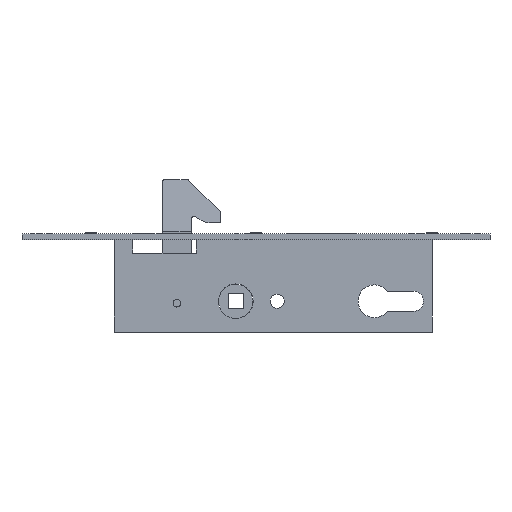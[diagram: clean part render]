
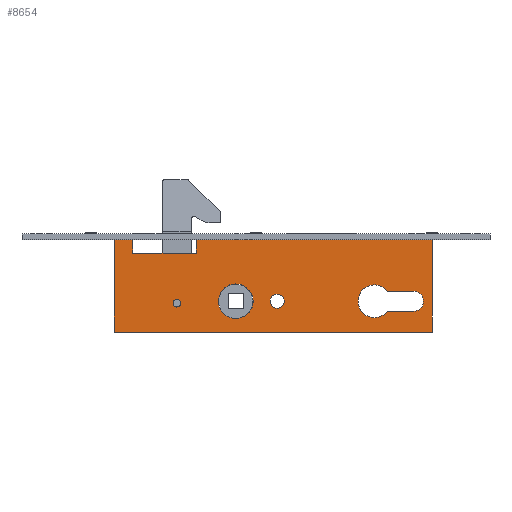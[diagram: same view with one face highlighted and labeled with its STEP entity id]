
A CAD part, left-side view. The second image highlights one B-rep face of the part: STEP entity #8654.
In plain terms, the highlighted planar face has unit normal (-1, 0, 0).
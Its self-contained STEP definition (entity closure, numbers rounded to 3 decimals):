
#56 = VERTEX_POINT ( 'NONE', #12435 ) ;
#166 = DIRECTION ( 'NONE',  ( 0., 1., 0. ) ) ;
#524 = LINE ( 'NONE', #12092, #5215 ) ;
#708 = LINE ( 'NONE', #13133, #8660 ) ;
#799 = ORIENTED_EDGE ( 'NONE', *, *, #9407, .T. ) ;
#879 = EDGE_CURVE ( 'NONE', #10237, #6625, #1579, .T. ) ;
#907 = AXIS2_PLACEMENT_3D ( 'NONE', #9581, #8494, #3382 ) ;
#919 = VERTEX_POINT ( 'NONE', #8306 ) ;
#1034 = CIRCLE ( 'NONE', #12325, 3.7 ) ;
#1116 = CARTESIAN_POINT ( 'NONE',  ( -7.25, 141., -32. ) ) ;
#1309 = FACE_BOUND ( 'NONE', #10187, .T. ) ;
#1523 = CARTESIAN_POINT ( 'NONE',  ( -7.25, 152.5, 0. ) ) ;
#1545 = LINE ( 'NONE', #3179, #7388 ) ;
#1565 = VECTOR ( 'NONE', #4125, 1000. ) ;
#1579 = LINE ( 'NONE', #11320, #12279 ) ;
#1621 = EDGE_CURVE ( 'NONE', #5909, #5686, #3220, .T. ) ;
#1760 = DIRECTION ( 'NONE',  ( 1., 0., 0. ) ) ;
#1768 = LINE ( 'NONE', #5326, #9704 ) ;
#1793 = CARTESIAN_POINT ( 'NONE',  ( -7.25, 53.315, -37.25 ) ) ;
#2223 = AXIS2_PLACEMENT_3D ( 'NONE', #2378, #11699, #166 ) ;
#2241 = DIRECTION ( 'NONE',  ( 0., 1., 0. ) ) ;
#2326 = VECTOR ( 'NONE', #10300, 1000. ) ;
#2378 = CARTESIAN_POINT ( 'NONE',  ( -7.25, 39.75, -32. ) ) ;
#2390 = ORIENTED_EDGE ( 'NONE', *, *, #5378, .T. ) ;
#2479 = ORIENTED_EDGE ( 'NONE', *, *, #10156, .T. ) ;
#2495 = DIRECTION ( 'NONE',  ( 0., 1., 0. ) ) ;
#2591 = ORIENTED_EDGE ( 'NONE', *, *, #6129, .T. ) ;
#2637 = FACE_BOUND ( 'NONE', #7091, .T. ) ;
#2699 = DIRECTION ( 'NONE',  ( 1., 0., 0. ) ) ;
#2923 = CARTESIAN_POINT ( 'NONE',  ( -7.25, 195., 0. ) ) ;
#2929 = VERTEX_POINT ( 'NONE', #1793 ) ;
#2970 = LINE ( 'NONE', #10942, #3144 ) ;
#2996 = CIRCLE ( 'NONE', #3693, 9. ) ;
#3033 = ORIENTED_EDGE ( 'NONE', *, *, #6689, .T. ) ;
#3144 = VECTOR ( 'NONE', #2495, 1000. ) ;
#3161 = CARTESIAN_POINT ( 'NONE',  ( -7.25, 152.5, -7. ) ) ;
#3179 = CARTESIAN_POINT ( 'NONE',  ( -7.25, 195., -48. ) ) ;
#3220 = LINE ( 'NONE', #8391, #1565 ) ;
#3228 = CARTESIAN_POINT ( 'NONE',  ( -7.25, 164.55, -33. ) ) ;
#3236 = VERTEX_POINT ( 'NONE', #1523 ) ;
#3242 = DIRECTION ( 'NONE',  ( 0., 0., 1. ) ) ;
#3382 = DIRECTION ( 'NONE',  ( 0., 1., 0. ) ) ;
#3417 = EDGE_CURVE ( 'NONE', #10237, #12562, #1545, .T. ) ;
#3652 = ORIENTED_EDGE ( 'NONE', *, *, #4379, .F. ) ;
#3693 = AXIS2_PLACEMENT_3D ( 'NONE', #4076, #11453, #9374 ) ;
#3909 = LINE ( 'NONE', #4985, #8779 ) ;
#4076 = CARTESIAN_POINT ( 'NONE',  ( -7.25, 132., -32. ) ) ;
#4082 = FACE_BOUND ( 'NONE', #8561, .T. ) ;
#4097 = VERTEX_POINT ( 'NONE', #1116 ) ;
#4125 = DIRECTION ( 'NONE',  ( 0., 0., 1. ) ) ;
#4186 = ORIENTED_EDGE ( 'NONE', *, *, #7108, .T. ) ;
#4379 = EDGE_CURVE ( 'NONE', #12562, #5658, #10284, .T. ) ;
#4403 = FACE_OUTER_BOUND ( 'NONE', #9986, .T. ) ;
#4532 = DIRECTION ( 'NONE',  ( 0., 0., 1. ) ) ;
#4782 = VERTEX_POINT ( 'NONE', #8839 ) ;
#4922 = AXIS2_PLACEMENT_3D ( 'NONE', #11636, #6378, #5440 ) ;
#4985 = CARTESIAN_POINT ( 'NONE',  ( -7.25, 185.5, -7. ) ) ;
#5215 = VECTOR ( 'NONE', #6886, 1000. ) ;
#5326 = CARTESIAN_POINT ( 'NONE',  ( -7.25, 195., 0. ) ) ;
#5378 = EDGE_CURVE ( 'NONE', #2929, #4782, #5432, .T. ) ;
#5432 = CIRCLE ( 'NONE', #907, 8.5 ) ;
#5439 = CARTESIAN_POINT ( 'NONE',  ( -7.25, 39.75, -26.75 ) ) ;
#5440 = DIRECTION ( 'NONE',  ( 0., 1., 0. ) ) ;
#5551 = CIRCLE ( 'NONE', #13237, 2. ) ;
#5658 = VERTEX_POINT ( 'NONE', #2923 ) ;
#5686 = VERTEX_POINT ( 'NONE', #6215 ) ;
#5849 = CARTESIAN_POINT ( 'NONE',  ( -7.25, 30., -48. ) ) ;
#5899 = DIRECTION ( 'NONE',  ( 0., 1., 0. ) ) ;
#5909 = VERTEX_POINT ( 'NONE', #5924 ) ;
#5924 = CARTESIAN_POINT ( 'NONE',  ( -7.25, 185.5, -7. ) ) ;
#6129 = EDGE_CURVE ( 'NONE', #4097, #4097, #2996, .T. ) ;
#6215 = CARTESIAN_POINT ( 'NONE',  ( -7.25, 185.5, 0. ) ) ;
#6275 = CARTESIAN_POINT ( 'NONE',  ( -7.25, 30., 0. ) ) ;
#6378 = DIRECTION ( 'NONE',  ( 1., 0., 0. ) ) ;
#6571 = ORIENTED_EDGE ( 'NONE', *, *, #9110, .T. ) ;
#6625 = VERTEX_POINT ( 'NONE', #6275 ) ;
#6689 = EDGE_CURVE ( 'NONE', #5686, #5658, #708, .T. ) ;
#6722 = CARTESIAN_POINT ( 'NONE',  ( -7.25, 152.5, -7. ) ) ;
#6781 = EDGE_LOOP ( 'NONE', ( #6571, #4186, #11911, #2390 ) ) ;
#6796 = DIRECTION ( 'NONE',  ( 0., 1., 0. ) ) ;
#6886 = DIRECTION ( 'NONE',  ( 0., -1., 0. ) ) ;
#6944 = EDGE_CURVE ( 'NONE', #3236, #9871, #9140, .T. ) ;
#7091 = EDGE_LOOP ( 'NONE', ( #2479 ) ) ;
#7108 = EDGE_CURVE ( 'NONE', #7529, #919, #12677, .T. ) ;
#7273 = ORIENTED_EDGE ( 'NONE', *, *, #8401, .T. ) ;
#7388 = VECTOR ( 'NONE', #11294, 1000. ) ;
#7513 = CARTESIAN_POINT ( 'NONE',  ( -7.25, 195., -48. ) ) ;
#7529 = VERTEX_POINT ( 'NONE', #5439 ) ;
#7568 = PLANE ( 'NONE',  #4922 ) ;
#7693 = VECTOR ( 'NONE', #4532, 1000. ) ;
#7709 = EDGE_CURVE ( 'NONE', #919, #2929, #2970, .T. ) ;
#8108 = DIRECTION ( 'NONE',  ( 0., 1., 0. ) ) ;
#8306 = CARTESIAN_POINT ( 'NONE',  ( -7.25, 39.75, -37.25 ) ) ;
#8391 = CARTESIAN_POINT ( 'NONE',  ( -7.25, 185.5, 0. ) ) ;
#8401 = EDGE_CURVE ( 'NONE', #9439, #9439, #5551, .T. ) ;
#8494 = DIRECTION ( 'NONE',  ( 1., 0., 0. ) ) ;
#8561 = EDGE_LOOP ( 'NONE', ( #2591 ) ) ;
#8654 = ADVANCED_FACE ( 'NONE', ( #1309, #9594, #4082, #2637, #4403 ), #7568, .F. ) ;
#8660 = VECTOR ( 'NONE', #5899, 1000. ) ;
#8779 = VECTOR ( 'NONE', #8108, 1000. ) ;
#8816 = CARTESIAN_POINT ( 'NONE',  ( -7.25, 195., -48. ) ) ;
#8839 = CARTESIAN_POINT ( 'NONE',  ( -7.25, 53.315, -26.75 ) ) ;
#9110 = EDGE_CURVE ( 'NONE', #4782, #7529, #524, .T. ) ;
#9140 = LINE ( 'NONE', #3161, #2326 ) ;
#9374 = DIRECTION ( 'NONE',  ( 0., 1., 0. ) ) ;
#9407 = EDGE_CURVE ( 'NONE', #9871, #5909, #3909, .T. ) ;
#9439 = VERTEX_POINT ( 'NONE', #3228 ) ;
#9581 = CARTESIAN_POINT ( 'NONE',  ( -7.25, 60., -32. ) ) ;
#9594 = FACE_BOUND ( 'NONE', #6781, .T. ) ;
#9704 = VECTOR ( 'NONE', #2241, 1000. ) ;
#9707 = ORIENTED_EDGE ( 'NONE', *, *, #3417, .F. ) ;
#9871 = VERTEX_POINT ( 'NONE', #6722 ) ;
#9931 = CARTESIAN_POINT ( 'NONE',  ( -7.25, 162.55, -33. ) ) ;
#9940 = ORIENTED_EDGE ( 'NONE', *, *, #6944, .T. ) ;
#9986 = EDGE_LOOP ( 'NONE', ( #10796, #3033, #3652, #9707, #11160, #11511, #9940, #799 ) ) ;
#10051 = EDGE_CURVE ( 'NONE', #6625, #3236, #1768, .T. ) ;
#10068 = CARTESIAN_POINT ( 'NONE',  ( -7.25, 110.5, -32. ) ) ;
#10156 = EDGE_CURVE ( 'NONE', #56, #56, #1034, .T. ) ;
#10187 = EDGE_LOOP ( 'NONE', ( #7273 ) ) ;
#10237 = VERTEX_POINT ( 'NONE', #5849 ) ;
#10284 = LINE ( 'NONE', #7513, #7693 ) ;
#10300 = DIRECTION ( 'NONE',  ( 0., 0., -1. ) ) ;
#10796 = ORIENTED_EDGE ( 'NONE', *, *, #1621, .T. ) ;
#10942 = CARTESIAN_POINT ( 'NONE',  ( -7.25, 195., -37.25 ) ) ;
#11048 = DIRECTION ( 'NONE',  ( 0., 1., 0. ) ) ;
#11160 = ORIENTED_EDGE ( 'NONE', *, *, #879, .T. ) ;
#11294 = DIRECTION ( 'NONE',  ( 0., 1., 0. ) ) ;
#11320 = CARTESIAN_POINT ( 'NONE',  ( -7.25, 30., -48. ) ) ;
#11453 = DIRECTION ( 'NONE',  ( 1., 0., 0. ) ) ;
#11511 = ORIENTED_EDGE ( 'NONE', *, *, #10051, .T. ) ;
#11636 = CARTESIAN_POINT ( 'NONE',  ( -7.25, 195., -48. ) ) ;
#11699 = DIRECTION ( 'NONE',  ( 1., 0., 0. ) ) ;
#11911 = ORIENTED_EDGE ( 'NONE', *, *, #7709, .T. ) ;
#12092 = CARTESIAN_POINT ( 'NONE',  ( -7.25, 195., -26.75 ) ) ;
#12279 = VECTOR ( 'NONE', #3242, 1000. ) ;
#12325 = AXIS2_PLACEMENT_3D ( 'NONE', #10068, #1760, #11048 ) ;
#12435 = CARTESIAN_POINT ( 'NONE',  ( -7.25, 114.2, -32. ) ) ;
#12562 = VERTEX_POINT ( 'NONE', #8816 ) ;
#12677 = CIRCLE ( 'NONE', #2223, 5.25 ) ;
#13133 = CARTESIAN_POINT ( 'NONE',  ( -7.25, 195., 0. ) ) ;
#13237 = AXIS2_PLACEMENT_3D ( 'NONE', #9931, #2699, #6796 ) ;
